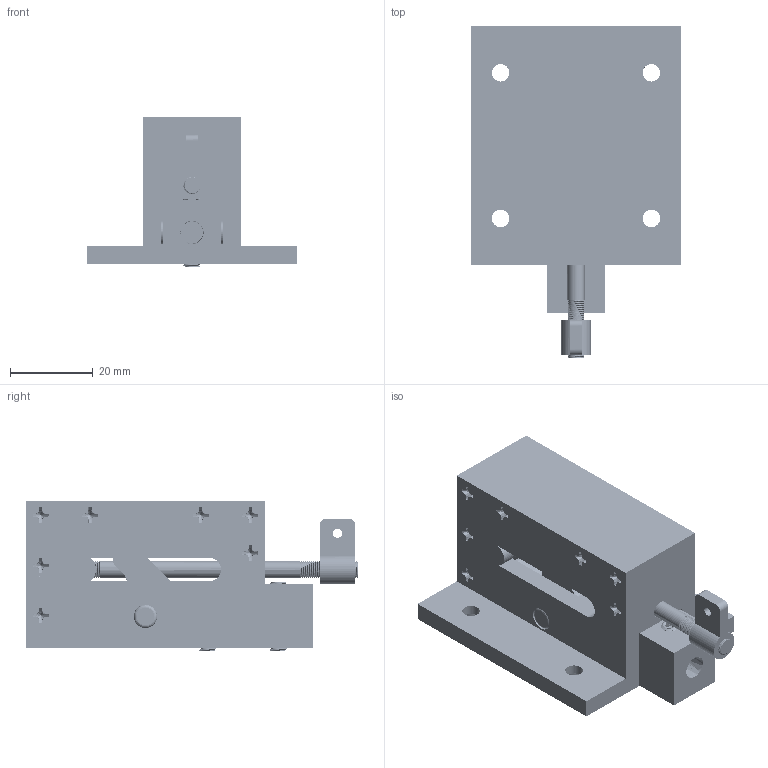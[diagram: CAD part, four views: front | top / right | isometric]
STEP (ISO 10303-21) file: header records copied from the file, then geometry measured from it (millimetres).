
FILE_DESCRIPTION(('FreeCAD Model'),'2;1');
FILE_NAME('Open CASCADE Shape Model','2025-04-27T04:29:11',('FreeCAD'),( 'FreeCAD'),'Open CASCADE STEP processor 7.6','FreeCAD','Unknown');
FILE_SCHEMA(('AUTOMOTIVE_DESIGN { 1 0 10303 214 1 1 1 1 }'));
Products named in the file (1): Open CASCADE STEP translator 7.6 1
Bounding box: 50.48 x 80.15 x 36.42 mm (x, y, z)
Volume: 48119.5 mm3; surface area: 31471.8 mm2
Topology: 28 solids, 28 shells, 1802 faces, 5177 edges, 3430 vertices
Faces by surface type: bspline 1802
Entity records: 159437 total; most frequent: CARTESIAN_POINT 130681, ORIENTED_EDGE 10310, EDGE_CURVE 5155, B_SPLINE_CURVE_WITH_KNOTS 3785, VERTEX_POINT 3430, FACE_BOUND 1897, EDGE_LOOP 1897, ADVANCED_FACE 1802
